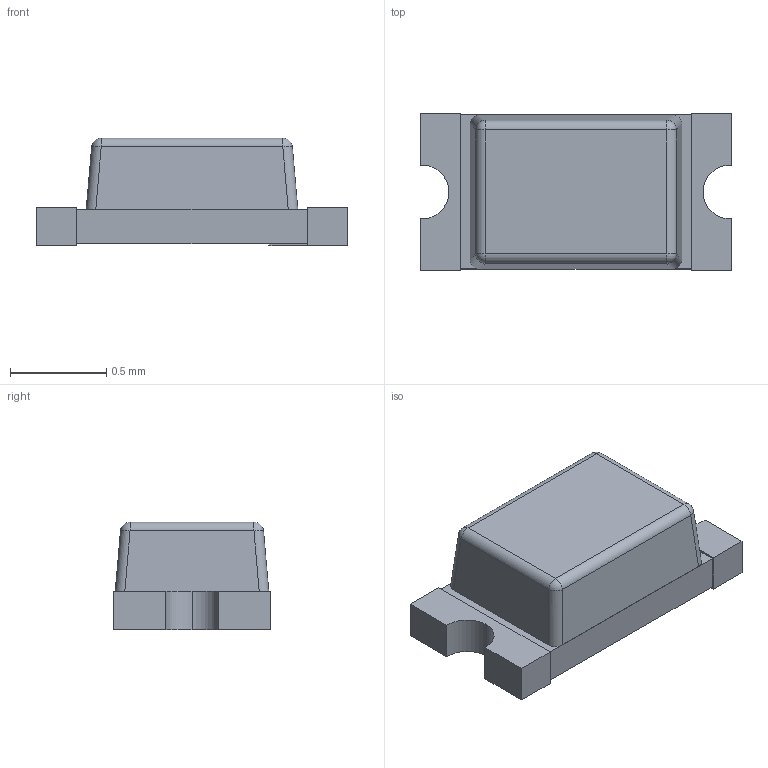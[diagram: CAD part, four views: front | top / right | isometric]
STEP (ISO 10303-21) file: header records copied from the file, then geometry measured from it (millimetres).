
FILE_DESCRIPTION (( 'STEP AP214' ), '1' );
FILE_NAME ('LED0603-RD-YELLOW.STEP', '2021-09-04T03:10:29', ( '' ), ( '' ), 'SwSTEP 2.0', 'SolidWorks 2018', '' );
FILE_SCHEMA (( 'AUTOMOTIVE_DESIGN' ));
Length unit declared in the file: millimetre
Products named in the file (1): LED0603-RD-YELLOW
Bounding box: 1.62 x 0.82 x 0.56 mm (x, y, z)
Volume: 0.5 mm3; surface area: 6.7 mm2
Topology: 2 solids, 2 shells, 106 faces, 267 edges, 174 vertices
Faces by surface type: plane 77, bspline 14, cylinder 11, sphere 4
Entity records: 5022 total; most frequent: CARTESIAN_POINT 1358, ORIENTED_EDGE 534, DIRECTION 439, EDGE_CURVE 267, VECTOR 217, LINE 217, VERTEX_POINT 174, EDGE_LOOP 115
